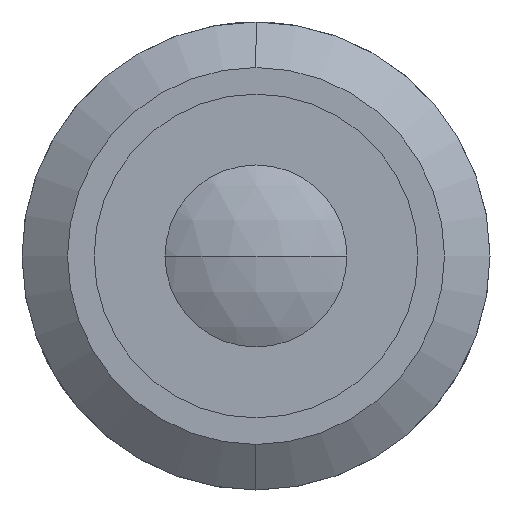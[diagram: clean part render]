
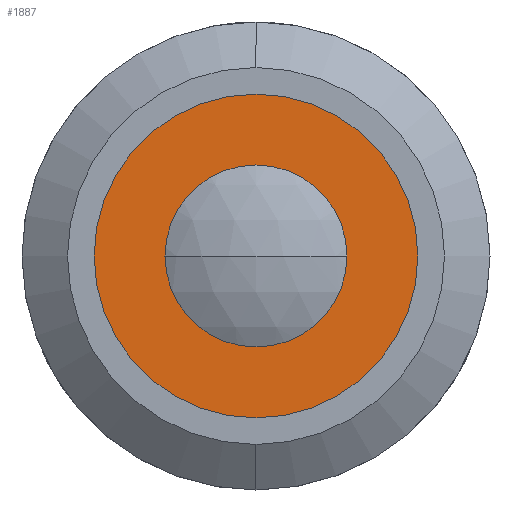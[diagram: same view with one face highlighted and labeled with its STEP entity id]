
A CAD part, left-side view. The second image highlights one B-rep face of the part: STEP entity #1887.
In plain terms, the highlighted planar face has unit normal (-1, 0, 0).
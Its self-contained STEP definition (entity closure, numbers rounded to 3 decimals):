
#261 = CIRCLE ( 'NONE', #414, 7. ) ;
#398 = EDGE_LOOP ( 'NONE', ( #1141, #1247 ) ) ;
#414 = AXIS2_PLACEMENT_3D ( 'NONE', #777, #429, #2519 ) ;
#429 = DIRECTION ( 'NONE',  ( -1., 0., 0. ) ) ;
#502 = AXIS2_PLACEMENT_3D ( 'NONE', #2330, #3744, #3299 ) ;
#557 = VERTEX_POINT ( 'NONE', #2107 ) ;
#584 = ORIENTED_EDGE ( 'NONE', *, *, #3013, .F. ) ;
#777 = CARTESIAN_POINT ( 'NONE',  ( 3.8, 0., 0. ) ) ;
#840 = FACE_OUTER_BOUND ( 'NONE', #398, .T. ) ;
#879 = AXIS2_PLACEMENT_3D ( 'NONE', #4240, #3155, #2048 ) ;
#912 = AXIS2_PLACEMENT_3D ( 'NONE', #2012, #4424, #3420 ) ;
#978 = DIRECTION ( 'NONE',  ( 0., 0., -1. ) ) ;
#1053 = EDGE_LOOP ( 'NONE', ( #584, #2003 ) ) ;
#1141 = ORIENTED_EDGE ( 'NONE', *, *, #2982, .T. ) ;
#1182 = CIRCLE ( 'NONE', #879, 7. ) ;
#1247 = ORIENTED_EDGE ( 'NONE', *, *, #4127, .T. ) ;
#1299 = CARTESIAN_POINT ( 'NONE',  ( 3.8, 0., 7. ) ) ;
#1311 = CARTESIAN_POINT ( 'NONE',  ( 3.8, 13., 0. ) ) ;
#1337 = PLANE ( 'NONE',  #2420 ) ;
#1463 = VERTEX_POINT ( 'NONE', #2983 ) ;
#1599 = VERTEX_POINT ( 'NONE', #1299 ) ;
#1763 = VERTEX_POINT ( 'NONE', #1862 ) ;
#1862 = CARTESIAN_POINT ( 'NONE',  ( 3.8, 0., 13. ) ) ;
#1887 = ADVANCED_FACE ( 'NONE', ( #4506, #840 ), #1337, .F. ) ;
#2003 = ORIENTED_EDGE ( 'NONE', *, *, #3509, .F. ) ;
#2012 = CARTESIAN_POINT ( 'NONE',  ( 3.8, 0., 0. ) ) ;
#2048 = DIRECTION ( 'NONE',  ( 0., 0., 1. ) ) ;
#2107 = CARTESIAN_POINT ( 'NONE',  ( 3.8, 0., -13. ) ) ;
#2330 = CARTESIAN_POINT ( 'NONE',  ( 3.8, 0., 0. ) ) ;
#2420 = AXIS2_PLACEMENT_3D ( 'NONE', #1311, #4552, #978 ) ;
#2519 = DIRECTION ( 'NONE',  ( 0., 0., 1. ) ) ;
#2982 = EDGE_CURVE ( 'NONE', #1763, #557, #3049, .T. ) ;
#2983 = CARTESIAN_POINT ( 'NONE',  ( 3.8, 0., -7. ) ) ;
#3013 = EDGE_CURVE ( 'NONE', #1599, #1463, #1182, .T. ) ;
#3049 = CIRCLE ( 'NONE', #502, 13. ) ;
#3142 = CIRCLE ( 'NONE', #912, 13. ) ;
#3155 = DIRECTION ( 'NONE',  ( -1., 0., 0. ) ) ;
#3299 = DIRECTION ( 'NONE',  ( 0., 0., 1. ) ) ;
#3420 = DIRECTION ( 'NONE',  ( 0., 0., 1. ) ) ;
#3509 = EDGE_CURVE ( 'NONE', #1463, #1599, #261, .T. ) ;
#3744 = DIRECTION ( 'NONE',  ( -1., 0., 0. ) ) ;
#4127 = EDGE_CURVE ( 'NONE', #557, #1763, #3142, .T. ) ;
#4240 = CARTESIAN_POINT ( 'NONE',  ( 3.8, 0., 0. ) ) ;
#4424 = DIRECTION ( 'NONE',  ( -1., 0., 0. ) ) ;
#4506 = FACE_BOUND ( 'NONE', #1053, .T. ) ;
#4552 = DIRECTION ( 'NONE',  ( 1., 0., 0. ) ) ;
